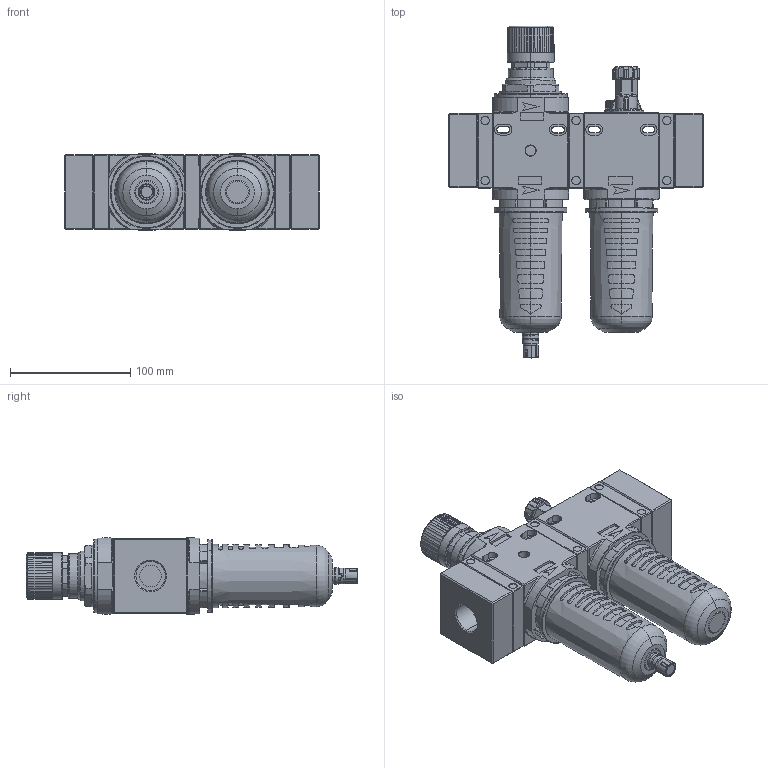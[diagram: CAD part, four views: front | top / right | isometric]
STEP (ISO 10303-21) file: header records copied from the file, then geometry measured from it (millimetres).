
FILE_DESCRIPTION(('STEP AP214'),'1');
FILE_NAME('080 FR+L PE SS.stp','2020-03-18T14:38:53',(' '),(' '),'Spatial InterOp 3D',' ',' ');
FILE_SCHEMA(('AUTOMOTIVE_DESIGN { 1 0 10303 214 1 1 1 1 }'));
Length unit declared in the file: metre
Products named in the file (1): Solido
Bounding box: 212.1 x 276.3 x 63.6 mm (x, y, z)
Volume: 1405632.1 mm3; surface area: 175222.4 mm2
Topology: 1 solids, 10 shells, 2467 faces, 6485 edges, 4108 vertices
Faces by surface type: plane 1214, cylinder 627, cone 267, torus 136, extrusion 108, bspline 90, sphere 25
Entity records: 84118 total; most frequent: CARTESIAN_POINT 23184, ORIENTED_EDGE 12950, DIRECTION 12715, EDGE_CURVE 6475, AXIS2_PLACEMENT_3D 4625, VERTEX_POINT 4108, VECTOR 3465, LINE 3357
